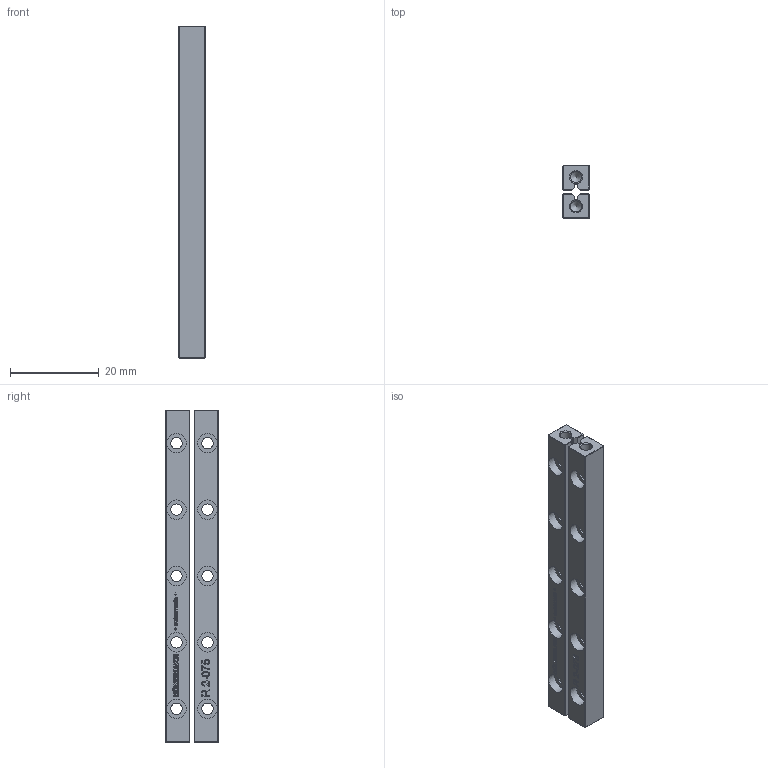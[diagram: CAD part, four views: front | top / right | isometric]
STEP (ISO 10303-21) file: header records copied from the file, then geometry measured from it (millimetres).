
FILE_DESCRIPTION(('FreeCAD Model'),'2;1');
FILE_NAME('R 2-075.step', '2020-08-05T13:14:22',('Author'),(''), 'Open CASCADE STEP processor 6.8','FreeCAD','Unknown');
FILE_SCHEMA(('AUTOMOTIVE_DESIGN_CC2 { 1 2 10303 214 -1 1 5 4 }'));
Length unit declared in the file: millimetre
Products named in the file (2): ASSEMBLY; Schienenpaar
Assembly tree (1 placements, depth 2):
  ASSEMBLY
    Schienenpaar
Bounding box: 6 x 12 x 75 mm (x, y, z)
Volume: 4177.8 mm3; surface area: 4404.7 mm2
Topology: 2 solids, 2 shells, 672 faces, 1801 edges, 1180 vertices
Faces by surface type: extrusion 406, plane 222, cylinder 26, cone 18
Full cylindrical faces by diameter (mm): 2.5 x4, 2.55 x10, 4.4 x10
Entity records: 44577 total; most frequent: CARTESIAN_POINT 11222, DIRECTION 4733, VECTOR 4027, LINE 3621, ORIENTED_EDGE 3594, PCURVE 3594, DEFINITIONAL_REPRESENTATION 3594, B_SPLINE_CURVE_WITH_KNOTS 2062
